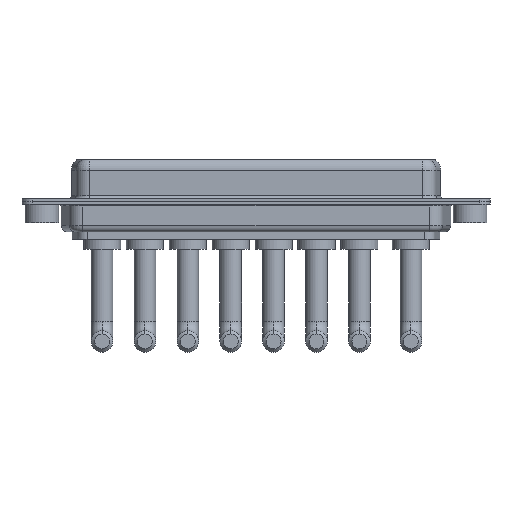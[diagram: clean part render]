
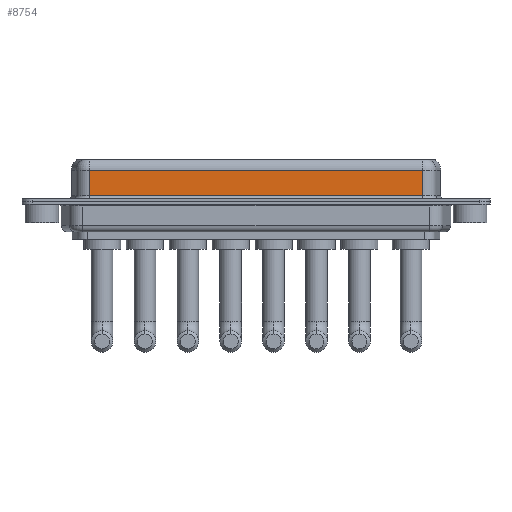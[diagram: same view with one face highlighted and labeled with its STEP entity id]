
A CAD part, front view. The second image highlights one B-rep face of the part: STEP entity #8754.
In plain terms, the highlighted planar face has unit normal (0, -1, 0).
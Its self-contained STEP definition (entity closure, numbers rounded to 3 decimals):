
#444 = ORIENTED_EDGE ( 'NONE', *, *, #972, .F. ) ;
#555 = CARTESIAN_POINT ( 'NONE',  ( 56.462, -3.95, 4.65 ) ) ;
#786 = VERTEX_POINT ( 'NONE', #10150 ) ;
#972 = EDGE_CURVE ( 'NONE', #3243, #6213, #7902, .T. ) ;
#1836 = DIRECTION ( 'NONE',  ( 0., 1., 0. ) ) ;
#2819 = ORIENTED_EDGE ( 'NONE', *, *, #3489, .T. ) ;
#3046 = CARTESIAN_POINT ( 'NONE',  ( 7.038, -3.95, 4.65 ) ) ;
#3243 = VERTEX_POINT ( 'NONE', #555 ) ;
#3489 = EDGE_CURVE ( 'NONE', #7585, #786, #7660, .T. ) ;
#3617 = CARTESIAN_POINT ( 'NONE',  ( 56.462, -3.95, 0.9 ) ) ;
#3814 = DIRECTION ( 'NONE',  ( 1., 0., 0. ) ) ;
#4146 = AXIS2_PLACEMENT_3D ( 'NONE', #9107, #1836, #8909 ) ;
#5108 = LINE ( 'NONE', #11108, #7126 ) ;
#5564 = VECTOR ( 'NONE', #11779, 1000. ) ;
#6213 = VERTEX_POINT ( 'NONE', #3617 ) ;
#6347 = EDGE_CURVE ( 'NONE', #786, #6213, #5108, .T. ) ;
#6894 = PLANE ( 'NONE',  #4146 ) ;
#7126 = VECTOR ( 'NONE', #3814, 1000. ) ;
#7585 = VERTEX_POINT ( 'NONE', #3046 ) ;
#7660 = LINE ( 'NONE', #11845, #5564 ) ;
#7861 = VECTOR ( 'NONE', #12671, 1000. ) ;
#7902 = LINE ( 'NONE', #9858, #11988 ) ;
#8754 = ADVANCED_FACE ( 'NONE', ( #10127 ), #6894, .F. ) ;
#8909 = DIRECTION ( 'NONE',  ( 0., 0., 1. ) ) ;
#9107 = CARTESIAN_POINT ( 'NONE',  ( 56.462, -3.95, 6.4 ) ) ;
#9858 = CARTESIAN_POINT ( 'NONE',  ( 56.462, -3.95, 6.4 ) ) ;
#10127 = FACE_OUTER_BOUND ( 'NONE', #11049, .T. ) ;
#10150 = CARTESIAN_POINT ( 'NONE',  ( 7.038, -3.95, 0.9 ) ) ;
#11021 = ORIENTED_EDGE ( 'NONE', *, *, #12541, .T. ) ;
#11049 = EDGE_LOOP ( 'NONE', ( #444, #11021, #2819, #13127 ) ) ;
#11108 = CARTESIAN_POINT ( 'NONE',  ( 56.462, -3.95, 0.9 ) ) ;
#11716 = CARTESIAN_POINT ( 'NONE',  ( 56.462, -3.95, 4.65 ) ) ;
#11779 = DIRECTION ( 'NONE',  ( 0., 0., -1. ) ) ;
#11845 = CARTESIAN_POINT ( 'NONE',  ( 7.038, -3.95, 6.4 ) ) ;
#11988 = VECTOR ( 'NONE', #12020, 1000. ) ;
#12020 = DIRECTION ( 'NONE',  ( 0., 0., -1. ) ) ;
#12541 = EDGE_CURVE ( 'NONE', #3243, #7585, #12739, .T. ) ;
#12671 = DIRECTION ( 'NONE',  ( -1., 0., 0. ) ) ;
#12739 = LINE ( 'NONE', #11716, #7861 ) ;
#13127 = ORIENTED_EDGE ( 'NONE', *, *, #6347, .T. ) ;
